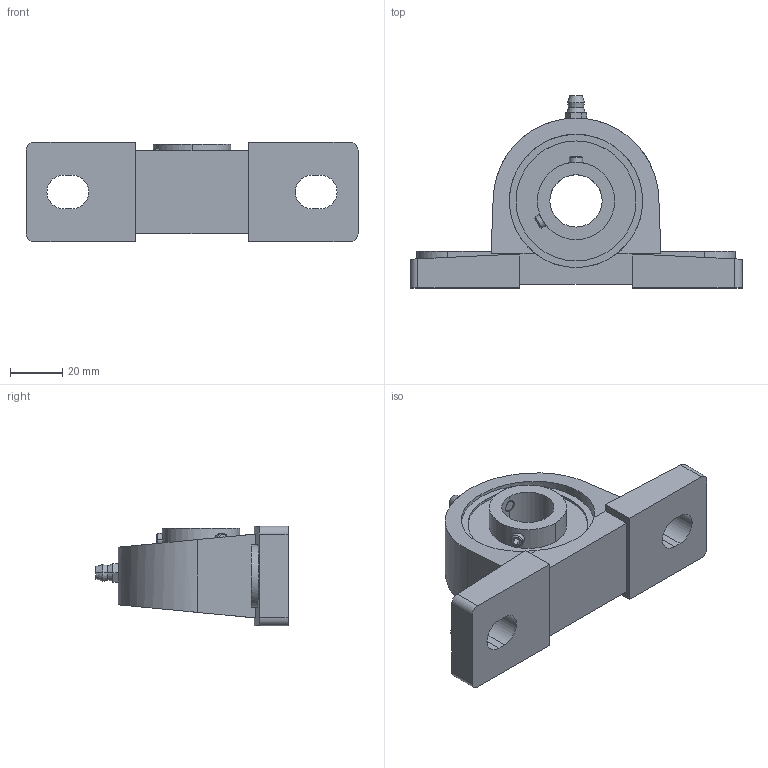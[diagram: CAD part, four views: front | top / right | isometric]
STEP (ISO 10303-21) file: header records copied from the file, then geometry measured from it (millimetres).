
FILE_DESCRIPTION(('HOOPS Exchange Step'),'2;1');
FILE_NAME('export-93F5A0F5-C4DE-4D73-B6B4-ED8609FFED91.stp','2022-08-13T10:11:52+02:00',('Engineering'),('Alibre'),'HOOPS Exchange 2021.0','Alibre','Unknown authorisation');
FILE_SCHEMA( ('AP242_MANAGED_MODEL_BASED_3D_ENGINEERING_MIM_LF {1 0 10303 442 1 1 4 }') );
Length unit declared in the file: millimetre
Products named in the file (3): 883-1 Flanged BallBearings VerticalMounted 20mm (UCP204); 883-2 Flanged BallBearings VerticalMounted 20mm (UCP204); 883 Flanged BallBearings VerticalMounted 20mm (UCP204)
Assembly tree (2 placements, depth 2):
  883 Flanged BallBearings VerticalMounted 20mm (UCP204)
    883-1 Flanged BallBearings VerticalMounted 20mm (UCP204)
    883-2 Flanged BallBearings VerticalMounted 20mm (UCP204)
Bounding box: 127 x 73.5 x 38 mm (x, y, z)
Volume: 112563.6 mm3; surface area: 25631.6 mm2
Topology: 2 solids, 2 shells, 118 faces, 292 edges, 186 vertices
Faces by surface type: plane 71, cylinder 33, cone 14
Entity records: 3891 total; most frequent: CARTESIAN_POINT 928, DIRECTION 616, ORIENTED_EDGE 584, EDGE_CURVE 292, AXIS2_PLACEMENT_3D 210, VECTOR 196, LINE 196, VERTEX_POINT 186
